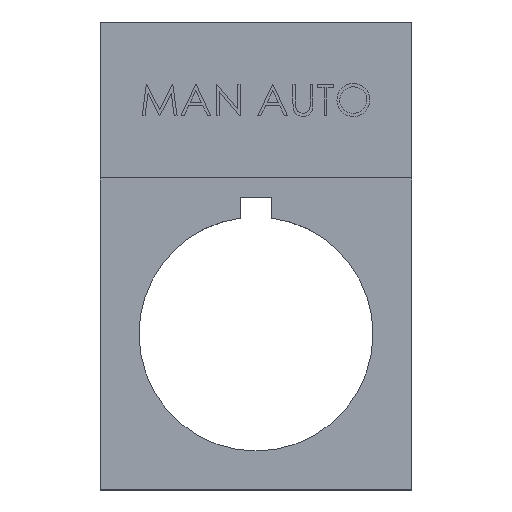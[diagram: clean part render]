
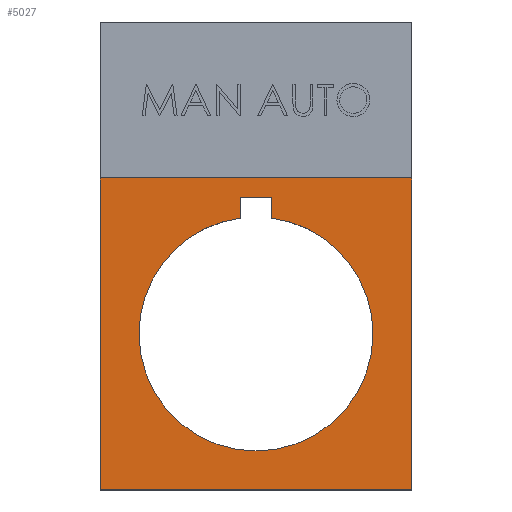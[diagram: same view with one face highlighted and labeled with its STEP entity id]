
A CAD part, top view. The second image highlights one B-rep face of the part: STEP entity #5027.
In plain terms, the highlighted planar face has unit normal (0, 0, 1).
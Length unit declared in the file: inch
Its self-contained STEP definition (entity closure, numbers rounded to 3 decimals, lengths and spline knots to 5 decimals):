
#20 = VERTEX_POINT ( 'NONE', #5331 ) ;
#31 = CARTESIAN_POINT ( 'NONE',  ( -0.05906, 0.5177, 0.01969 ) ) ;
#80 = EDGE_CURVE ( 'NONE', #317, #5032, #1958, .T. ) ;
#113 = VECTOR ( 'NONE', #4683, 39.37008 ) ;
#182 = DIRECTION ( 'NONE',  ( 0., -1., 0. ) ) ;
#249 = FACE_OUTER_BOUND ( 'NONE', #1030, .T. ) ;
#317 = VERTEX_POINT ( 'NONE', #3871 ) ;
#343 = AXIS2_PLACEMENT_3D ( 'NONE', #595, #4834, #3160 ) ;
#375 = DIRECTION ( 'NONE',  ( 1., 0., 0. ) ) ;
#431 = VERTEX_POINT ( 'NONE', #4124 ) ;
#547 = AXIS2_PLACEMENT_3D ( 'NONE', #3189, #2836, #375 ) ;
#584 = DIRECTION ( 'NONE',  ( -1., 0., 0. ) ) ;
#595 = CARTESIAN_POINT ( 'NONE',  ( 0., 0.29528, 0.01969 ) ) ;
#627 = ORIENTED_EDGE ( 'NONE', *, *, #1226, .F. ) ;
#676 = VECTOR ( 'NONE', #4448, 39.37008 ) ;
#723 = EDGE_CURVE ( 'NONE', #431, #317, #4126, .T. ) ;
#793 = CARTESIAN_POINT ( 'NONE',  ( -0.19685, 0.59055, 0.01969 ) ) ;
#845 = EDGE_CURVE ( 'NONE', #2991, #20, #4293, .T. ) ;
#922 = ORIENTED_EDGE ( 'NONE', *, *, #80, .T. ) ;
#981 = VERTEX_POINT ( 'NONE', #2508 ) ;
#1017 = PLANE ( 'NONE',  #343 ) ;
#1030 = EDGE_LOOP ( 'NONE', ( #2176, #627, #4495, #4427 ) ) ;
#1033 = CARTESIAN_POINT ( 'NONE',  ( -0.59055, 1.1811, 0.01969 ) ) ;
#1039 = ORIENTED_EDGE ( 'NONE', *, *, #3288, .T. ) ;
#1150 = EDGE_CURVE ( 'NONE', #981, #1473, #4386, .T. ) ;
#1226 = EDGE_CURVE ( 'NONE', #2991, #981, #4654, .T. ) ;
#1243 = LINE ( 'NONE', #31, #113 ) ;
#1262 = EDGE_CURVE ( 'NONE', #1750, #431, #2669, .T. ) ;
#1471 = CARTESIAN_POINT ( 'NONE',  ( -0.05906, 0.43896, 0.01969 ) ) ;
#1473 = VERTEX_POINT ( 'NONE', #1681 ) ;
#1543 = DIRECTION ( 'NONE',  ( 0., 0., -1. ) ) ;
#1670 = DIRECTION ( 'NONE',  ( 1., 0., 0. ) ) ;
#1681 = CARTESIAN_POINT ( 'NONE',  ( -0.59055, -0.59055, 0.01969 ) ) ;
#1750 = VERTEX_POINT ( 'NONE', #4069 ) ;
#1928 = CARTESIAN_POINT ( 'NONE',  ( 0., 0., 0.01969 ) ) ;
#1958 = CIRCLE ( 'NONE', #3364, 0.44291 ) ;
#2064 = CARTESIAN_POINT ( 'NONE',  ( -0.59055, 0.59055, 0.01969 ) ) ;
#2074 = EDGE_CURVE ( 'NONE', #5032, #2910, #1243, .T. ) ;
#2155 = LINE ( 'NONE', #5223, #2425 ) ;
#2174 = VERTEX_POINT ( 'NONE', #4371 ) ;
#2176 = ORIENTED_EDGE ( 'NONE', *, *, #1150, .F. ) ;
#2270 = DIRECTION ( 'NONE',  ( 0., 1., 0. ) ) ;
#2350 = EDGE_CURVE ( 'NONE', #2910, #2174, #4935, .T. ) ;
#2425 = VECTOR ( 'NONE', #182, 39.37008 ) ;
#2433 = CARTESIAN_POINT ( 'NONE',  ( 0.59055, -0.59055, 0.01969 ) ) ;
#2469 = VECTOR ( 'NONE', #2270, 39.37008 ) ;
#2508 = CARTESIAN_POINT ( 'NONE',  ( 0.59055, -0.59055, 0.01969 ) ) ;
#2669 = CIRCLE ( 'NONE', #4207, 0.44291 ) ;
#2836 = DIRECTION ( 'NONE',  ( 0., 0., -1. ) ) ;
#2910 = VERTEX_POINT ( 'NONE', #4265 ) ;
#2972 = CARTESIAN_POINT ( 'NONE',  ( 0.59055, 0.59055, 0.01969 ) ) ;
#2991 = VERTEX_POINT ( 'NONE', #2972 ) ;
#3160 = DIRECTION ( 'NONE',  ( 1., 0., 0. ) ) ;
#3189 = CARTESIAN_POINT ( 'NONE',  ( 0., 0., 0.01969 ) ) ;
#3265 = DIRECTION ( 'NONE',  ( 1., 0., 0. ) ) ;
#3288 = EDGE_CURVE ( 'NONE', #2174, #1750, #2155, .T. ) ;
#3291 = DIRECTION ( 'NONE',  ( 0., 0., -1. ) ) ;
#3332 = ORIENTED_EDGE ( 'NONE', *, *, #1262, .T. ) ;
#3364 = AXIS2_PLACEMENT_3D ( 'NONE', #5376, #3291, #5414 ) ;
#3786 = CARTESIAN_POINT ( 'NONE',  ( 0.05906, 0.5177, 0.01969 ) ) ;
#3871 = CARTESIAN_POINT ( 'NONE',  ( -0.44291, 0., 0.01969 ) ) ;
#3948 = ORIENTED_EDGE ( 'NONE', *, *, #2074, .T. ) ;
#4069 = CARTESIAN_POINT ( 'NONE',  ( 0.05906, 0.43896, 0.01969 ) ) ;
#4092 = LINE ( 'NONE', #1033, #2469 ) ;
#4124 = CARTESIAN_POINT ( 'NONE',  ( 0.44291, 0., 0.01969 ) ) ;
#4126 = CIRCLE ( 'NONE', #547, 0.44291 ) ;
#4145 = ORIENTED_EDGE ( 'NONE', *, *, #2350, .T. ) ;
#4207 = AXIS2_PLACEMENT_3D ( 'NONE', #1928, #1543, #3265 ) ;
#4265 = CARTESIAN_POINT ( 'NONE',  ( -0.05906, 0.5177, 0.01969 ) ) ;
#4293 = B_SPLINE_CURVE_WITH_KNOTS ( 'NONE', 3,
 ( #4590, #5487, #793, #2064 ),
 .UNSPECIFIED., .F., .F.,
 ( 4, 4 ),
 ( 0., 1. ),
 .UNSPECIFIED. ) ;
#4371 = CARTESIAN_POINT ( 'NONE',  ( 0.05906, 0.5177, 0.01969 ) ) ;
#4386 = LINE ( 'NONE', #4433, #4915 ) ;
#4427 = ORIENTED_EDGE ( 'NONE', *, *, #4514, .F. ) ;
#4433 = CARTESIAN_POINT ( 'NONE',  ( -0.59055, -0.59055, 0.01969 ) ) ;
#4448 = DIRECTION ( 'NONE',  ( 0., -1., 0. ) ) ;
#4495 = ORIENTED_EDGE ( 'NONE', *, *, #845, .T. ) ;
#4514 = EDGE_CURVE ( 'NONE', #1473, #20, #4092, .T. ) ;
#4590 = CARTESIAN_POINT ( 'NONE',  ( 0.59055, 0.59055, 0.01969 ) ) ;
#4618 = ORIENTED_EDGE ( 'NONE', *, *, #723, .T. ) ;
#4654 = LINE ( 'NONE', #2433, #676 ) ;
#4683 = DIRECTION ( 'NONE',  ( 0., 1., 0. ) ) ;
#4834 = DIRECTION ( 'NONE',  ( 0., 0., 1. ) ) ;
#4915 = VECTOR ( 'NONE', #584, 39.37008 ) ;
#4935 = LINE ( 'NONE', #3786, #5340 ) ;
#4957 = EDGE_LOOP ( 'NONE', ( #4145, #1039, #3332, #4618, #922, #3948 ) ) ;
#5027 = ADVANCED_FACE ( 'NONE', ( #5278, #249 ), #1017, .T. ) ;
#5032 = VERTEX_POINT ( 'NONE', #1471 ) ;
#5223 = CARTESIAN_POINT ( 'NONE',  ( 0.05906, 0.43896, 0.01969 ) ) ;
#5278 = FACE_BOUND ( 'NONE', #4957, .T. ) ;
#5331 = CARTESIAN_POINT ( 'NONE',  ( -0.59055, 0.59055, 0.01969 ) ) ;
#5340 = VECTOR ( 'NONE', #1670, 39.37008 ) ;
#5376 = CARTESIAN_POINT ( 'NONE',  ( 0., 0., 0.01969 ) ) ;
#5414 = DIRECTION ( 'NONE',  ( 1., 0., 0. ) ) ;
#5487 = CARTESIAN_POINT ( 'NONE',  ( 0.19685, 0.59055, 0.01969 ) ) ;
